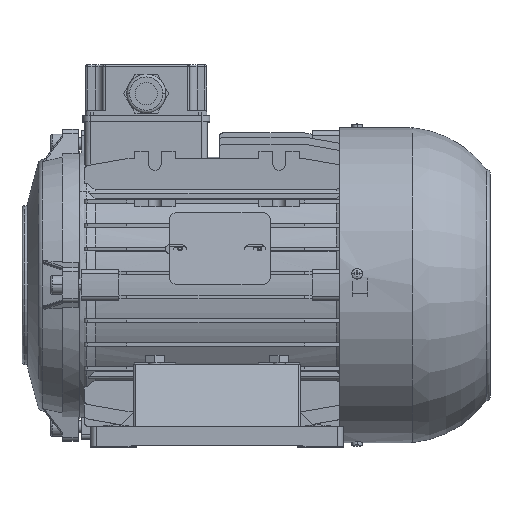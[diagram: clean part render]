
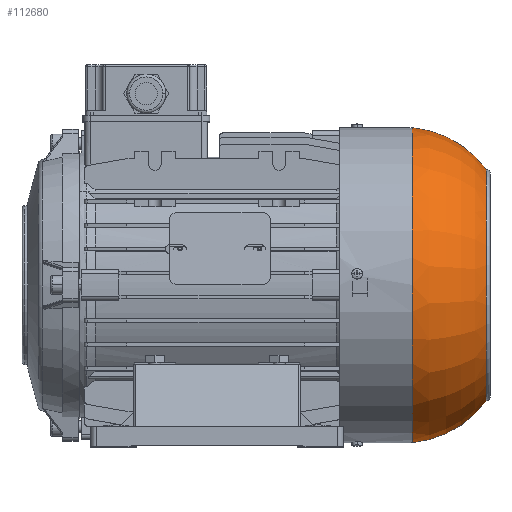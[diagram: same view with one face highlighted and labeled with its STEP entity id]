
A CAD part, top view. The second image highlights one B-rep face of the part: STEP entity #112680.
In plain terms, the highlighted toroidal (fillet/blend) face has major radius 37.416 mm and minor radius 71.869 mm.
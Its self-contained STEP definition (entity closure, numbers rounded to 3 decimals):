
#112040=CARTESIAN_POINT('',(443.404,126.192,-88.));
#112050=VERTEX_POINT('',#112040);
#112140=CARTESIAN_POINT('',(443.404,-33.808,-88.));
#112150=VERTEX_POINT('',#112140);
#112180=CARTESIAN_POINT('',(443.404,46.192,-88.));
#112190=DIRECTION('',(-1.,0.,0.));
#112200=DIRECTION('',(0.,-1.,0.));
#112210=AXIS2_PLACEMENT_3D('',#112180,#112190,#112200);
#112220=CIRCLE('',#112210,80.);
#112230=EDGE_CURVE('',#112150,#112050,#112220,.T.);
#112350=CARTESIAN_POINT('',(385.509,46.192,-88.));
#112360=DIRECTION('',(-1.,0.,0.));
#112370=DIRECTION('',(0.,-1.,0.));
#112380=AXIS2_PLACEMENT_3D('',#112350,#112360,#112370);
#112390=DEGENERATE_TOROIDAL_SURFACE('',#112380,37.416,
71.869,.T.);
#112400=CARTESIAN_POINT('',(385.509,83.608,-88.));
#112410=DIRECTION('',(0.,0.,-1.));
#112420=DIRECTION('',(1.,0.,0.));
#112430=AXIS2_PLACEMENT_3D('',#112400,#112410,#112420);
#112440=CIRCLE('',#112430,71.869);
#112450=CARTESIAN_POINT('',(391.904,155.192,-88.));
#112460=VERTEX_POINT('',#112450);
#112470=EDGE_CURVE('',#112460,#112050,#112440,.T.);
#112480=ORIENTED_EDGE('',*,*,#112470,.F.);
#112490=ORIENTED_EDGE('',*,*,#112230,.T.);
#112500=CARTESIAN_POINT('',(385.509,8.777,-88.));
#112510=DIRECTION('',(0.,0.,1.));
#112520=DIRECTION('',(1.,0.,0.));
#112530=AXIS2_PLACEMENT_3D('',#112500,#112510,#112520);
#112540=CIRCLE('',#112530,71.869);
#112550=CARTESIAN_POINT('',(391.904,-62.808,-88.));
#112560=VERTEX_POINT('',#112550);
#112570=EDGE_CURVE('',#112560,#112150,#112540,.T.);
#112580=ORIENTED_EDGE('',*,*,#112570,.T.);
#112590=CARTESIAN_POINT('',(391.904,46.192,-88.));
#112600=DIRECTION('',(-1.,0.,0.));
#112610=DIRECTION('',(0.,-1.,0.));
#112620=AXIS2_PLACEMENT_3D('',#112590,#112600,#112610);
#112630=CIRCLE('',#112620,109.);
#112640=EDGE_CURVE('',#112560,#112460,#112630,.T.);
#112650=ORIENTED_EDGE('',*,*,#112640,.F.);
#112660=EDGE_LOOP('',(#112650,#112580,#112490,#112480));
#112670=FACE_OUTER_BOUND('',#112660,.T.);
#112680=ADVANCED_FACE('',(#112670),#112390,.T.);
